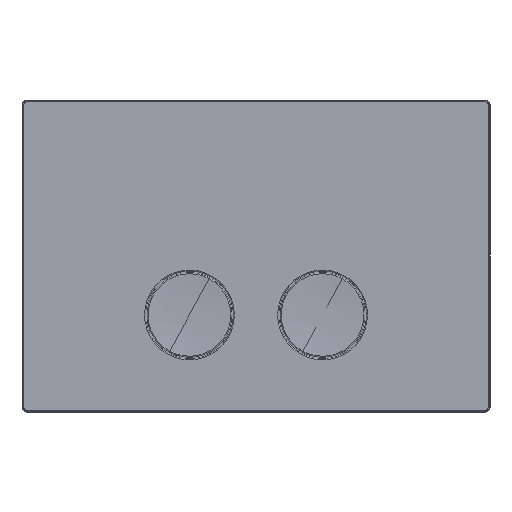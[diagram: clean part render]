
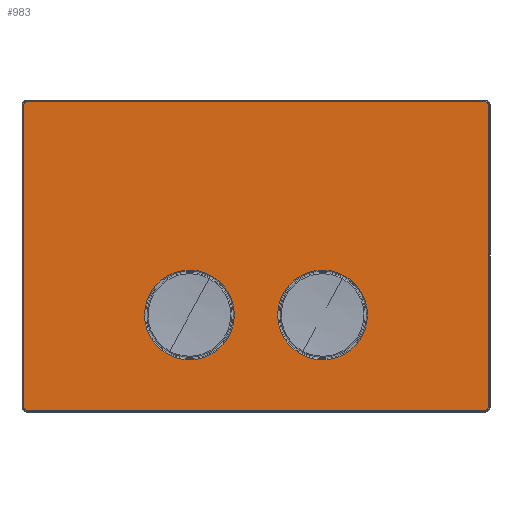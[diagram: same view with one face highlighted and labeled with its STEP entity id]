
A CAD part, front view. The second image highlights one B-rep face of the part: STEP entity #983.
In plain terms, the highlighted face is planar.
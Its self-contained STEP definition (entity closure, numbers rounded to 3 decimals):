
#670=CARTESIAN_POINT('Vertex',(-120.199,-81.199,12.)) ;
#677=CARTESIAN_POINT('Vertex',(120.199,-81.199,12.)) ;
#680=CARTESIAN_POINT('Line Origine',(0.,-81.199,12.)) ;
#766=CARTESIAN_POINT('Vertex',(-122.199,-79.199,12.)) ;
#770=CARTESIAN_POINT('Control Point',(-120.199,-81.199,12.)) ;
#771=CARTESIAN_POINT('Control Point',(-120.295,-81.199,12.)) ;
#772=CARTESIAN_POINT('Control Point',(-120.39,-81.193,12.)) ;
#773=CARTESIAN_POINT('Control Point',(-120.485,-81.182,12.)) ;
#774=CARTESIAN_POINT('Control Point',(-120.843,-81.117,12.)) ;
#775=CARTESIAN_POINT('Control Point',(-121.18,-80.973,12.)) ;
#776=CARTESIAN_POINT('Control Point',(-121.409,-80.825,12.)) ;
#777=CARTESIAN_POINT('Control Point',(-121.807,-80.461,12.)) ;
#778=CARTESIAN_POINT('Control Point',(-122.066,-79.987,12.)) ;
#779=CARTESIAN_POINT('Control Point',(-122.155,-79.731,12.)) ;
#780=CARTESIAN_POINT('Control Point',(-122.199,-79.465,12.)) ;
#781=CARTESIAN_POINT('Control Point',(-122.199,-79.199,12.)) ;
#857=CARTESIAN_POINT('Vertex',(122.199,-79.199,12.)) ;
#861=CARTESIAN_POINT('Control Point',(122.199,-79.199,12.)) ;
#862=CARTESIAN_POINT('Control Point',(122.199,-79.295,12.)) ;
#863=CARTESIAN_POINT('Control Point',(122.193,-79.39,12.)) ;
#864=CARTESIAN_POINT('Control Point',(122.182,-79.485,12.)) ;
#865=CARTESIAN_POINT('Control Point',(122.117,-79.843,12.)) ;
#866=CARTESIAN_POINT('Control Point',(121.973,-80.18,12.)) ;
#867=CARTESIAN_POINT('Control Point',(121.825,-80.409,12.)) ;
#868=CARTESIAN_POINT('Control Point',(121.461,-80.807,12.)) ;
#869=CARTESIAN_POINT('Control Point',(120.987,-81.066,12.)) ;
#870=CARTESIAN_POINT('Control Point',(120.731,-81.155,12.)) ;
#871=CARTESIAN_POINT('Control Point',(120.465,-81.199,12.)) ;
#872=CARTESIAN_POINT('Control Point',(120.199,-81.199,12.)) ;
#881=CARTESIAN_POINT('Axis2P3D Location',(0.,0.,12.)) ;
#886=CARTESIAN_POINT('Line Origine',(-122.199,0.,12.)) ;
#890=CARTESIAN_POINT('Vertex',(-122.199,79.199,12.)) ;
#893=CARTESIAN_POINT('Line Origine',(122.199,0.,12.)) ;
#897=CARTESIAN_POINT('Vertex',(122.199,79.199,12.)) ;
#901=CARTESIAN_POINT('Control Point',(120.199,81.199,12.)) ;
#902=CARTESIAN_POINT('Control Point',(120.295,81.199,12.)) ;
#903=CARTESIAN_POINT('Control Point',(120.39,81.193,12.)) ;
#904=CARTESIAN_POINT('Control Point',(120.485,81.182,12.)) ;
#905=CARTESIAN_POINT('Control Point',(120.843,81.117,12.)) ;
#906=CARTESIAN_POINT('Control Point',(121.18,80.973,12.)) ;
#907=CARTESIAN_POINT('Control Point',(121.409,80.825,12.)) ;
#908=CARTESIAN_POINT('Control Point',(121.807,80.461,12.)) ;
#909=CARTESIAN_POINT('Control Point',(122.066,79.987,12.)) ;
#910=CARTESIAN_POINT('Control Point',(122.155,79.731,12.)) ;
#911=CARTESIAN_POINT('Control Point',(122.199,79.465,12.)) ;
#912=CARTESIAN_POINT('Control Point',(122.199,79.199,12.)) ;
#913=CARTESIAN_POINT('Vertex',(120.199,81.199,12.)) ;
#916=CARTESIAN_POINT('Line Origine',(0.,81.199,12.)) ;
#920=CARTESIAN_POINT('Vertex',(-120.199,81.199,12.)) ;
#924=CARTESIAN_POINT('Control Point',(-122.199,79.199,12.)) ;
#925=CARTESIAN_POINT('Control Point',(-122.199,79.295,12.)) ;
#926=CARTESIAN_POINT('Control Point',(-122.193,79.39,12.)) ;
#927=CARTESIAN_POINT('Control Point',(-122.182,79.485,12.)) ;
#928=CARTESIAN_POINT('Control Point',(-122.117,79.843,12.)) ;
#929=CARTESIAN_POINT('Control Point',(-121.973,80.18,12.)) ;
#930=CARTESIAN_POINT('Control Point',(-121.825,80.409,12.)) ;
#931=CARTESIAN_POINT('Control Point',(-121.461,80.807,12.)) ;
#932=CARTESIAN_POINT('Control Point',(-120.987,81.066,12.)) ;
#933=CARTESIAN_POINT('Control Point',(-120.731,81.155,12.)) ;
#934=CARTESIAN_POINT('Control Point',(-120.465,81.199,12.)) ;
#935=CARTESIAN_POINT('Control Point',(-120.199,81.199,12.)) ;
#947=CARTESIAN_POINT('Axis2P3D Location',(35.,-31.,12.)) ;
#951=CARTESIAN_POINT('Vertex',(14.289,-42.314,12.)) ;
#953=CARTESIAN_POINT('Vertex',(55.711,-19.686,12.)) ;
#956=CARTESIAN_POINT('Axis2P3D Location',(35.,-31.,12.)) ;
#965=CARTESIAN_POINT('Axis2P3D Location',(-35.,-31.,12.)) ;
#969=CARTESIAN_POINT('Vertex',(-55.711,-42.314,12.)) ;
#971=CARTESIAN_POINT('Vertex',(-14.289,-19.686,12.)) ;
#974=CARTESIAN_POINT('Axis2P3D Location',(-35.,-31.,12.)) ;
#682=VECTOR('Line Direction',#681,1.) ;
#888=VECTOR('Line Direction',#887,1.) ;
#895=VECTOR('Line Direction',#894,1.) ;
#918=VECTOR('Line Direction',#917,1.) ;
#681=DIRECTION('Vector Direction',(1.,0.,0.)) ;
#882=DIRECTION('Axis2P3D Direction',(0.,0.,1.)) ;
#883=DIRECTION('Axis2P3D XDirection',(1.,0.,0.)) ;
#887=DIRECTION('Vector Direction',(0.,-1.,0.)) ;
#894=DIRECTION('Vector Direction',(0.,1.,0.)) ;
#917=DIRECTION('Vector Direction',(-1.,0.,0.)) ;
#948=DIRECTION('Axis2P3D Direction',(0.,0.,1.)) ;
#957=DIRECTION('Axis2P3D Direction',(0.,0.,1.)) ;
#966=DIRECTION('Axis2P3D Direction',(0.,0.,1.)) ;
#975=DIRECTION('Axis2P3D Direction',(0.,0.,1.)) ;
#884=AXIS2_PLACEMENT_3D('Plane Axis2P3D',#881,#882,#883) ;
#949=AXIS2_PLACEMENT_3D('Circle Axis2P3D',#947,#948,$) ;
#958=AXIS2_PLACEMENT_3D('Circle Axis2P3D',#956,#957,$) ;
#967=AXIS2_PLACEMENT_3D('Circle Axis2P3D',#965,#966,$) ;
#976=AXIS2_PLACEMENT_3D('Circle Axis2P3D',#974,#975,$) ;
#683=LINE('Line',#680,#682) ;
#889=LINE('Line',#886,#888) ;
#896=LINE('Line',#893,#895) ;
#919=LINE('Line',#916,#918) ;
#950=CIRCLE('generated circle',#949,23.6) ;
#959=CIRCLE('generated circle',#958,23.6) ;
#968=CIRCLE('generated circle',#967,23.6) ;
#977=CIRCLE('generated circle',#976,23.6) ;
#885=PLANE('',#884) ;
#964=FACE_BOUND('',#961,.T.) ;
#982=FACE_BOUND('',#979,.T.) ;
#684=EDGE_CURVE('',#671,#678,#683,.T.) ;
#782=EDGE_CURVE('',#767,#671,#769,.F.) ;
#873=EDGE_CURVE('',#678,#858,#860,.F.) ;
#892=EDGE_CURVE('',#891,#767,#889,.T.) ;
#899=EDGE_CURVE('',#858,#898,#896,.T.) ;
#915=EDGE_CURVE('',#898,#914,#900,.F.) ;
#922=EDGE_CURVE('',#914,#921,#919,.T.) ;
#936=EDGE_CURVE('',#921,#891,#923,.F.) ;
#955=EDGE_CURVE('',#952,#954,#950,.T.) ;
#960=EDGE_CURVE('',#954,#952,#959,.T.) ;
#973=EDGE_CURVE('',#970,#972,#968,.T.) ;
#978=EDGE_CURVE('',#972,#970,#977,.T.) ;
#938=ORIENTED_EDGE('',*,*,#892,.T.) ;
#939=ORIENTED_EDGE('',*,*,#782,.T.) ;
#940=ORIENTED_EDGE('',*,*,#684,.T.) ;
#941=ORIENTED_EDGE('',*,*,#873,.T.) ;
#942=ORIENTED_EDGE('',*,*,#899,.T.) ;
#943=ORIENTED_EDGE('',*,*,#915,.T.) ;
#944=ORIENTED_EDGE('',*,*,#922,.T.) ;
#945=ORIENTED_EDGE('',*,*,#936,.T.) ;
#962=ORIENTED_EDGE('',*,*,#955,.F.) ;
#963=ORIENTED_EDGE('',*,*,#960,.F.) ;
#980=ORIENTED_EDGE('',*,*,#973,.F.) ;
#981=ORIENTED_EDGE('',*,*,#978,.F.) ;
#937=EDGE_LOOP('',(#938,#939,#940,#941,#942,#943,#944,#945)) ;
#961=EDGE_LOOP('',(#962,#963)) ;
#979=EDGE_LOOP('',(#980,#981)) ;
#671=VERTEX_POINT('',#670) ;
#678=VERTEX_POINT('',#677) ;
#767=VERTEX_POINT('',#766) ;
#858=VERTEX_POINT('',#857) ;
#891=VERTEX_POINT('',#890) ;
#898=VERTEX_POINT('',#897) ;
#914=VERTEX_POINT('',#913) ;
#921=VERTEX_POINT('',#920) ;
#952=VERTEX_POINT('',#951) ;
#954=VERTEX_POINT('',#953) ;
#970=VERTEX_POINT('',#969) ;
#972=VERTEX_POINT('',#971) ;
#983=ADVANCED_FACE('Hauptk\X2\00F6\X0\rper',(#946,#964,#982),#885,.T.) ;
#769=B_SPLINE_CURVE_WITH_KNOTS('',5,(#770,#771,#772,#773,#774,#775,#776,#777,#778,#779,#780,#781),.UNSPECIFIED.,.F.,.U.,(6,3,3,6),(7.547,8.312,10.448,12.575),.UNSPECIFIED.) ;
#860=B_SPLINE_CURVE_WITH_KNOTS('',5,(#861,#862,#863,#864,#865,#866,#867,#868,#869,#870,#871,#872),.UNSPECIFIED.,.F.,.U.,(6,3,3,6),(7.547,8.312,10.448,12.575),.UNSPECIFIED.) ;
#900=B_SPLINE_CURVE_WITH_KNOTS('',5,(#901,#902,#903,#904,#905,#906,#907,#908,#909,#910,#911,#912),.UNSPECIFIED.,.F.,.U.,(6,3,3,6),(7.547,8.312,10.448,12.575),.UNSPECIFIED.) ;
#923=B_SPLINE_CURVE_WITH_KNOTS('',5,(#924,#925,#926,#927,#928,#929,#930,#931,#932,#933,#934,#935),.UNSPECIFIED.,.F.,.U.,(6,3,3,6),(7.547,8.312,10.448,12.575),.UNSPECIFIED.) ;
#946=FACE_OUTER_BOUND('',#937,.T.) ;
